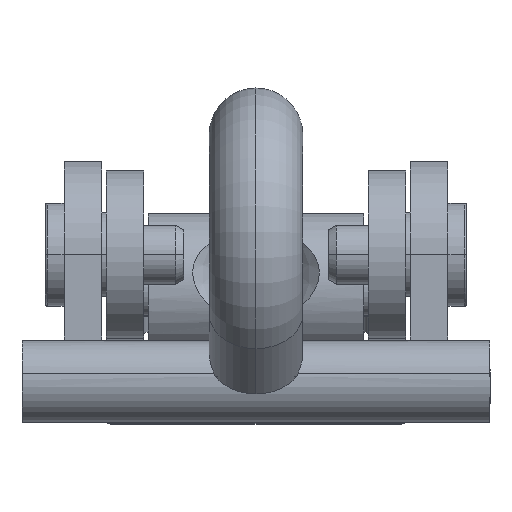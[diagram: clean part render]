
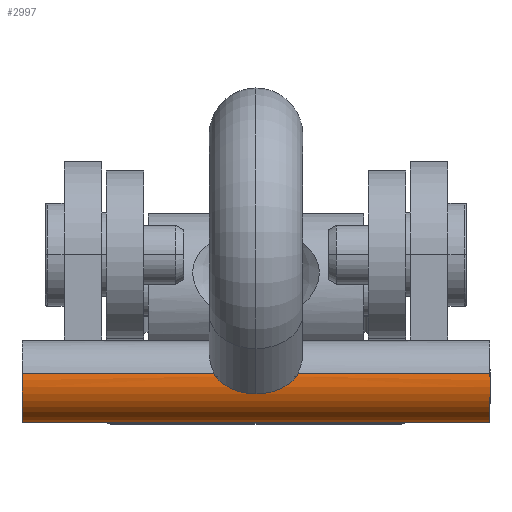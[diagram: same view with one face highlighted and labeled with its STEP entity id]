
A CAD part, top view. The second image highlights one B-rep face of the part: STEP entity #2997.
In plain terms, the highlighted cylindrical face has radius 2.19 mm (diameter 4.38 mm), a partial arc.
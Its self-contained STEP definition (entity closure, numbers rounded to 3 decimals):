
#51 = DIRECTION ( 'NONE',  ( 0., -1., 0. ) ) ;
#70 = ORIENTED_EDGE ( 'NONE', *, *, #1829, .F. ) ;
#86 = CARTESIAN_POINT ( 'NONE',  ( -10.463, 12.5, -47.763 ) ) ;
#100 = DIRECTION ( 'NONE',  ( 0., 0., 1. ) ) ;
#199 = CARTESIAN_POINT ( 'NONE',  ( -10.463, 12.5, -47.763 ) ) ;
#333 = ORIENTED_EDGE ( 'NONE', *, *, #3083, .T. ) ;
#378 = DIRECTION ( 'NONE',  ( 0., -1., 0. ) ) ;
#406 = DIRECTION ( 'NONE',  ( 0., -1., 0. ) ) ;
#458 = B_SPLINE_CURVE_WITH_KNOTS ( 'NONE', 3,
 ( #3785, #3561, #3491, #3480 ),
 .UNSPECIFIED., .F., .F.,
 ( 4, 4 ),
 ( 0., 0. ),
 .UNSPECIFIED. ) ;
#511 = VERTEX_POINT ( 'NONE', #3689 ) ;
#521 = CARTESIAN_POINT ( 'NONE',  ( -10.643, 2.167, -47.756 ) ) ;
#533 = CARTESIAN_POINT ( 'NONE',  ( -10.463, 12.5, -43.383 ) ) ;
#599 = CARTESIAN_POINT ( 'NONE',  ( -10.463, 12.5, -47.763 ) ) ;
#682 = ORIENTED_EDGE ( 'NONE', *, *, #1646, .T. ) ;
#700 = VERTEX_POINT ( 'NONE', #2580 ) ;
#768 = EDGE_CURVE ( 'NONE', #700, #511, #960, .T. ) ;
#813 = ORIENTED_EDGE ( 'NONE', *, *, #3371, .T. ) ;
#831 = ORIENTED_EDGE ( 'NONE', *, *, #1717, .F. ) ;
#908 = ORIENTED_EDGE ( 'NONE', *, *, #3235, .T. ) ;
#942 = DIRECTION ( 'NONE',  ( 0., -1., 0. ) ) ;
#960 = LINE ( 'NONE', #599, #1352 ) ;
#962 = ORIENTED_EDGE ( 'NONE', *, *, #768, .T. ) ;
#984 = VERTEX_POINT ( 'NONE', #199 ) ;
#1060 = EDGE_LOOP ( 'NONE', ( #831, #70, #813, #908, #1169, #333, #962, #682 ) ) ;
#1119 = VERTEX_POINT ( 'NONE', #2626 ) ;
#1147 = CARTESIAN_POINT ( 'NONE',  ( -10.463, -12.5, -43.383 ) ) ;
#1167 = CARTESIAN_POINT ( 'NONE',  ( -10.463, 2.247, -47.763 ) ) ;
#1169 = ORIENTED_EDGE ( 'NONE', *, *, #2816, .T. ) ;
#1190 = AXIS2_PLACEMENT_3D ( 'NONE', #1293, #1280, #1949 ) ;
#1274 = CARTESIAN_POINT ( 'NONE',  ( -10.643, 12.5, -47.756 ) ) ;
#1280 = DIRECTION ( 'NONE',  ( 0., 1., 0. ) ) ;
#1293 = CARTESIAN_POINT ( 'NONE',  ( -10.463, -12.5, -45.573 ) ) ;
#1352 = VECTOR ( 'NONE', #406, 1000. ) ;
#1459 = CARTESIAN_POINT ( 'NONE',  ( -10.643, 2.167, -47.756 ) ) ;
#1475 = CARTESIAN_POINT ( 'NONE',  ( -10.584, 2.195, -47.761 ) ) ;
#1498 = CARTESIAN_POINT ( 'NONE',  ( -10.463, 2.247, -47.763 ) ) ;
#1646 = EDGE_CURVE ( 'NONE', #511, #2534, #3223, .T. ) ;
#1717 = EDGE_CURVE ( 'NONE', #3274, #2534, #2874, .T. ) ;
#1734 = VERTEX_POINT ( 'NONE', #1167 ) ;
#1736 = CARTESIAN_POINT ( 'NONE',  ( -10.524, 2.222, -47.763 ) ) ;
#1829 = EDGE_CURVE ( 'NONE', #984, #3274, #1884, .T. ) ;
#1857 = CYLINDRICAL_SURFACE ( 'NONE', #3429, 2.19 ) ;
#1884 = CIRCLE ( 'NONE', #3511, 2.19 ) ;
#1939 = FACE_OUTER_BOUND ( 'NONE', #1060, .T. ) ;
#1949 = DIRECTION ( 'NONE',  ( 0., 0., 1. ) ) ;
#2236 = B_SPLINE_CURVE_WITH_KNOTS ( 'NONE', 3,
 ( #1498, #1736, #1475, #1459 ),
 .UNSPECIFIED., .F., .F.,
 ( 4, 4 ),
 ( 0.003, 0.003 ),
 .UNSPECIFIED. ) ;
#2246 = VERTEX_POINT ( 'NONE', #521 ) ;
#2267 = LINE ( 'NONE', #1274, #3782 ) ;
#2465 = CARTESIAN_POINT ( 'NONE',  ( -10.463, 12.5, -43.383 ) ) ;
#2534 = VERTEX_POINT ( 'NONE', #1147 ) ;
#2580 = CARTESIAN_POINT ( 'NONE',  ( -10.463, -2.247, -47.763 ) ) ;
#2626 = CARTESIAN_POINT ( 'NONE',  ( -10.643, -2.167, -47.756 ) ) ;
#2648 = DIRECTION ( 'NONE',  ( 0., 0., -1. ) ) ;
#2694 = VECTOR ( 'NONE', #378, 1000. ) ;
#2780 = DIRECTION ( 'NONE',  ( 0., -1., 0. ) ) ;
#2816 = EDGE_CURVE ( 'NONE', #2246, #1119, #2267, .T. ) ;
#2874 = LINE ( 'NONE', #533, #2694 ) ;
#2997 = ADVANCED_FACE ( 'NONE', ( #1939 ), #1857, .T. ) ;
#3005 = CARTESIAN_POINT ( 'NONE',  ( -10.463, 12.5, -45.573 ) ) ;
#3027 = LINE ( 'NONE', #86, #3145 ) ;
#3083 = EDGE_CURVE ( 'NONE', #1119, #700, #458, .T. ) ;
#3145 = VECTOR ( 'NONE', #51, 1000. ) ;
#3202 = DIRECTION ( 'NONE',  ( 0., 1., 0. ) ) ;
#3223 = CIRCLE ( 'NONE', #1190, 2.19 ) ;
#3235 = EDGE_CURVE ( 'NONE', #1734, #2246, #2236, .T. ) ;
#3274 = VERTEX_POINT ( 'NONE', #2465 ) ;
#3371 = EDGE_CURVE ( 'NONE', #984, #1734, #3027, .T. ) ;
#3429 = AXIS2_PLACEMENT_3D ( 'NONE', #3005, #2780, #2648 ) ;
#3480 = CARTESIAN_POINT ( 'NONE',  ( -10.463, -2.247, -47.763 ) ) ;
#3491 = CARTESIAN_POINT ( 'NONE',  ( -10.524, -2.222, -47.763 ) ) ;
#3511 = AXIS2_PLACEMENT_3D ( 'NONE', #3720, #3202, #100 ) ;
#3561 = CARTESIAN_POINT ( 'NONE',  ( -10.584, -2.195, -47.761 ) ) ;
#3689 = CARTESIAN_POINT ( 'NONE',  ( -10.463, -12.5, -47.763 ) ) ;
#3720 = CARTESIAN_POINT ( 'NONE',  ( -10.463, 12.5, -45.573 ) ) ;
#3782 = VECTOR ( 'NONE', #942, 1000. ) ;
#3785 = CARTESIAN_POINT ( 'NONE',  ( -10.643, -2.167, -47.756 ) ) ;
